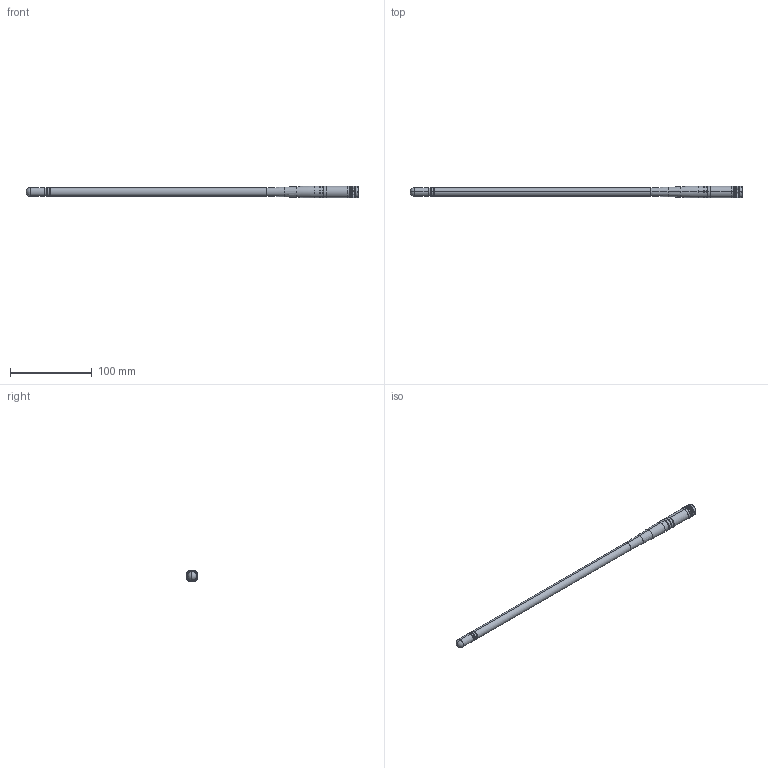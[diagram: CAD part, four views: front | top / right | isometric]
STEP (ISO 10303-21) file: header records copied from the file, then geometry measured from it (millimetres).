
FILE_DESCRIPTION (( 'STEP AP214' ), '1' );
FILE_NAME ('HG905RDR-RTP.STEP', '2020-09-14T16:21:06', ( '' ), ( '' ), 'SwSTEP 2.0', 'SolidWorks 2018', '' );
FILE_SCHEMA (( 'AUTOMOTIVE_DESIGN' ));
Length unit declared in the file: inch
Products named in the file (1): HG905RDR-RTP
Bounding box: 405.47 x 14.48 x 14.47 mm (x, y, z)
Volume: 40956.4 mm3; surface area: 16214.3 mm2
Topology: 1 solids, 1 shells, 598 faces, 1670 edges, 1086 vertices
Faces by surface type: plane 370, cylinder 162, cone 44, torus 20, sphere 2
Entity records: 25953 total; most frequent: CARTESIAN_POINT 3347, ORIENTED_EDGE 3328, DIRECTION 3258, EDGE_CURVE 1664, VECTOR 1268, LINE 1268, VERTEX_POINT 1084, AXIS2_PLACEMENT_3D 995
